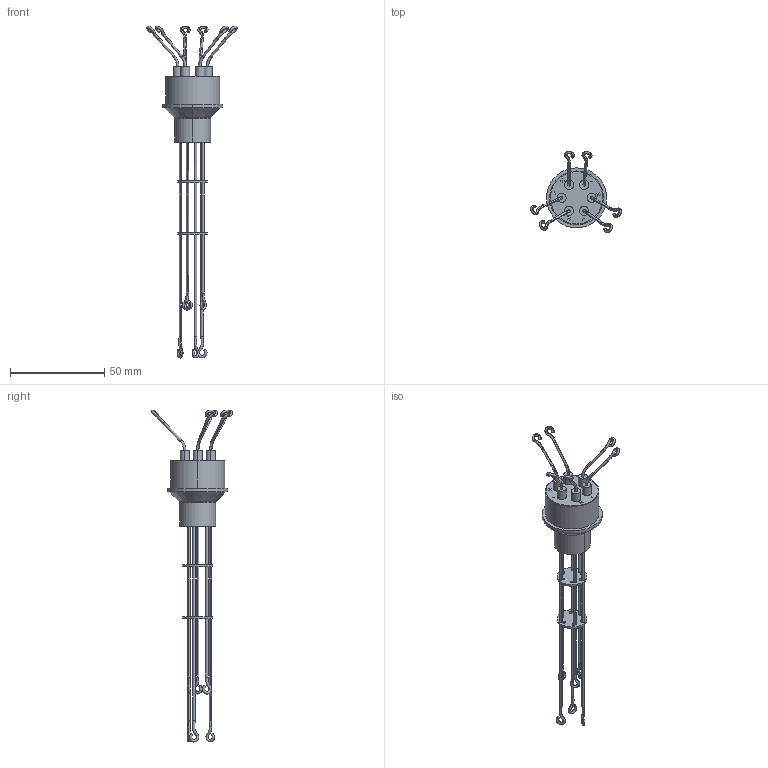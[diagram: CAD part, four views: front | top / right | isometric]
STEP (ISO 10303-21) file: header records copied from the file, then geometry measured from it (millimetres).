
FILE_DESCRIPTION (( 'STEP AP203' ), '1' );
FILE_NAME ('A0787-3-W.STEP', '2013-03-28T12:15:31', ( '' ), ( '' ), 'SwSTEP 2.0', 'SolidWorks 2012', '' );
FILE_SCHEMA (( 'CONFIG_CONTROL_DESIGN' ));
Length unit declared in the file: inch
Products named in the file (1): A0787-3-W
Bounding box: 47.95 x 42.97 x 175.78 mm (x, y, z)
Volume: 7024.7 mm3; surface area: 13461.5 mm2
Topology: 7 solids, 16 shells, 425 faces, 1032 edges, 666 vertices
Faces by surface type: cylinder 178, plane 155, bspline 64, cone 28
Entity records: 20646 total; most frequent: CARTESIAN_POINT 10813, ORIENTED_EDGE 2064, DIRECTION 2004, EDGE_CURVE 1032, AXIS2_PLACEMENT_3D 812, VERTEX_POINT 666, EDGE_LOOP 514, CIRCLE 450
